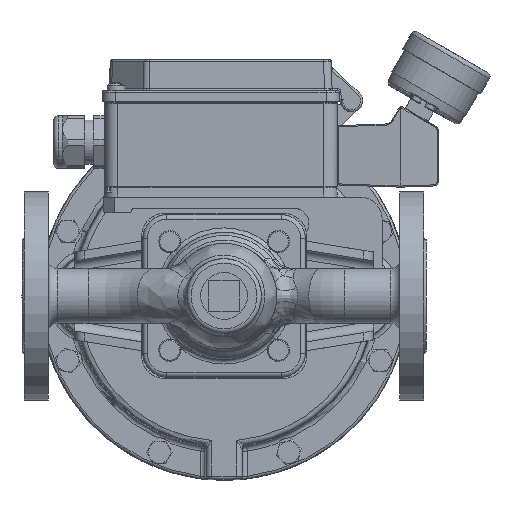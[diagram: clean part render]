
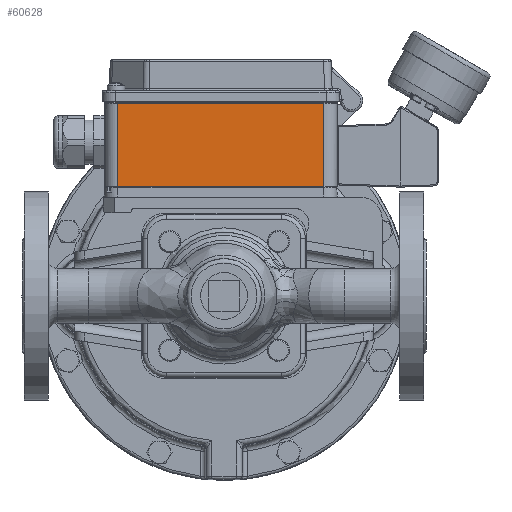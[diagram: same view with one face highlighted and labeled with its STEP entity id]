
A CAD part, front view. The second image highlights one B-rep face of the part: STEP entity #60628.
In plain terms, the highlighted planar face has unit normal (0, -1, -0.018).
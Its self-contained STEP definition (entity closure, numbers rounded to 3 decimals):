
#5282=PLANE('',#64675);
#8226=FACE_OUTER_BOUND('',#11892,.T.);
#11892=EDGE_LOOP('',(#43556,#43557,#43558,#43559));
#15522=LINE('',#100349,#19305);
#15842=LINE('',#105391,#19625);
#16045=LINE('',#108797,#19828);
#16046=LINE('',#108798,#19829);
#19305=VECTOR('',#72229,94.);
#19625=VECTOR('',#73021,94.);
#19828=VECTOR('',#73458,37.803);
#19829=VECTOR('',#73459,37.803);
#25269=VERTEX_POINT('',#100340);
#25272=VERTEX_POINT('',#100347);
#25752=VERTEX_POINT('',#105387);
#25753=VERTEX_POINT('',#105389);
#31414=EDGE_CURVE('',#25269,#25272,#15522,.T.);
#32055=EDGE_CURVE('',#25752,#25753,#15842,.T.);
#32284=EDGE_CURVE('',#25272,#25752,#16045,.T.);
#32285=EDGE_CURVE('',#25753,#25269,#16046,.T.);
#43556=ORIENTED_EDGE('',*,*,#32284,.T.);
#43557=ORIENTED_EDGE('',*,*,#32055,.T.);
#43558=ORIENTED_EDGE('',*,*,#32285,.T.);
#43559=ORIENTED_EDGE('',*,*,#31414,.T.);
#60628=ADVANCED_FACE('',(#8226),#5282,.T.);
#64675=AXIS2_PLACEMENT_3D('',#108796,#73456,#73457);
#72229=DIRECTION('',(1.,0.,0.));
#73021=DIRECTION('',(-1.,0.,0.));
#73456=DIRECTION('center_axis',(0.,-1.,
-0.018));
#73457=DIRECTION('ref_axis',(0.,0.018,-1.));
#73458=DIRECTION('',(0.,-0.018,1.));
#73459=DIRECTION('',(0.,0.018,-1.));
#100340=CARTESIAN_POINT('',(-39.123,79.965,50.05));
#100347=CARTESIAN_POINT('',(54.877,79.965,50.05));
#100349=CARTESIAN_POINT('',(-45.123,79.965,50.05));
#105387=CARTESIAN_POINT('',(54.877,79.272,87.846));
#105389=CARTESIAN_POINT('',(-39.123,79.272,87.846));
#105391=CARTESIAN_POINT('',(-39.123,79.272,87.846));
#108796=CARTESIAN_POINT('Origin',(-45.123,79.965,50.05));
#108797=CARTESIAN_POINT('',(54.877,79.965,50.05));
#108798=CARTESIAN_POINT('',(-39.123,79.965,50.05));
